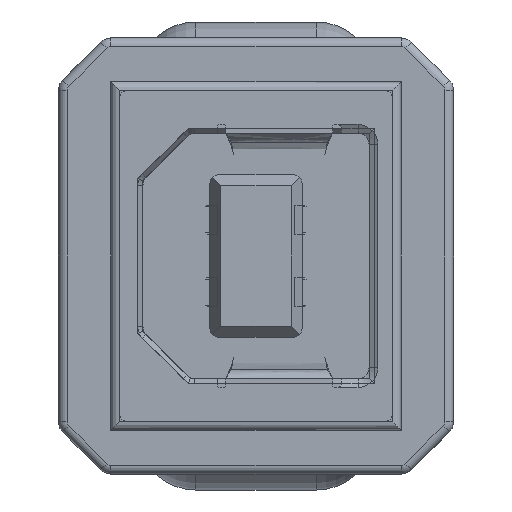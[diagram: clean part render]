
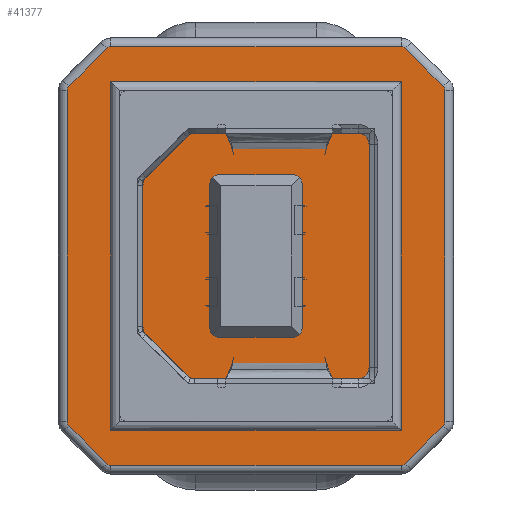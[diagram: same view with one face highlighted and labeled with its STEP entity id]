
A CAD part, left-side view. The second image highlights one B-rep face of the part: STEP entity #41377.
In plain terms, the highlighted face is planar.
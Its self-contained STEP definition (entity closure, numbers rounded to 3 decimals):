
#248 = VECTOR ( 'NONE', #4773, 1000. ) ;
#383 = DIRECTION ( 'NONE',  ( -1., 0., 0. ) ) ;
#713 = VERTEX_POINT ( 'NONE', #14043 ) ;
#896 = DIRECTION ( 'NONE',  ( 1., 0., 0. ) ) ;
#1070 = EDGE_CURVE ( 'NONE', #25539, #39561, #36831, .T. ) ;
#1118 = DIRECTION ( 'NONE',  ( 0., 0., -1. ) ) ;
#1323 = CARTESIAN_POINT ( 'NONE',  ( 13.334, 0.359, 0. ) ) ;
#1530 = DIRECTION ( 'NONE',  ( -1., 0., 0. ) ) ;
#2135 = EDGE_CURVE ( 'NONE', #6075, #17814, #2999, .T. ) ;
#2173 = CARTESIAN_POINT ( 'NONE',  ( 1.807, 0.5, 0. ) ) ;
#2999 = LINE ( 'NONE', #7008, #18317 ) ;
#3147 = EDGE_CURVE ( 'NONE', #39561, #7695, #38226, .T. ) ;
#3417 = AXIS2_PLACEMENT_3D ( 'NONE', #15383, #41901, #1530 ) ;
#4460 = ORIENTED_EDGE ( 'NONE', *, *, #34950, .T. ) ;
#4596 = AXIS2_PLACEMENT_3D ( 'NONE', #19493, #40106, #43336 ) ;
#4688 = PLANE ( 'NONE',  #8734 ) ;
#4773 = DIRECTION ( 'NONE',  ( 0., 1., 0. ) ) ;
#4920 = EDGE_CURVE ( 'NONE', #21731, #15439, #10147, .T. ) ;
#6049 = EDGE_CURVE ( 'NONE', #29954, #40213, #38602, .T. ) ;
#6075 = VERTEX_POINT ( 'NONE', #43422 ) ;
#6368 = AXIS2_PLACEMENT_3D ( 'NONE', #36327, #26341, #29880 ) ;
#6911 = DIRECTION ( 'NONE',  ( 0., -1., 0. ) ) ;
#7008 = CARTESIAN_POINT ( 'NONE',  ( 13.288, 13.288, 0. ) ) ;
#7631 = EDGE_CURVE ( 'NONE', #10073, #26657, #34222, .T. ) ;
#7695 = VERTEX_POINT ( 'NONE', #34838 ) ;
#7712 = CARTESIAN_POINT ( 'NONE',  ( 0.5, 1.807, 0. ) ) ;
#7851 = CIRCLE ( 'NONE', #15408, 0.2 ) ;
#8440 = CIRCLE ( 'NONE', #25196, 0.2 ) ;
#8734 = AXIS2_PLACEMENT_3D ( 'NONE', #28416, #1118, #28272 ) ;
#8811 = CARTESIAN_POINT ( 'NONE',  ( 0.3, 11.793, 0. ) ) ;
#9060 = VERTEX_POINT ( 'NONE', #30467 ) ;
#9198 = LINE ( 'NONE', #35089, #248 ) ;
#9207 = DIRECTION ( 'NONE',  ( 0., 0., -1. ) ) ;
#9605 = ORIENTED_EDGE ( 'NONE', *, *, #42109, .T. ) ;
#9781 = EDGE_CURVE ( 'NONE', #7695, #6075, #7851, .T. ) ;
#10073 = VERTEX_POINT ( 'NONE', #26390 ) ;
#10147 = LINE ( 'NONE', #18228, #41295 ) ;
#10247 = DIRECTION ( 'NONE',  ( 0.707, -0.707, 0. ) ) ;
#10249 = CARTESIAN_POINT ( 'NONE',  ( 1.807, 0.3, 0. ) ) ;
#11119 = DIRECTION ( 'NONE',  ( 0., 0., -1. ) ) ;
#11497 = ORIENTED_EDGE ( 'NONE', *, *, #40026, .T. ) ;
#11524 = ORIENTED_EDGE ( 'NONE', *, *, #6049, .T. ) ;
#12024 = CARTESIAN_POINT ( 'NONE',  ( 0.359, 11.934, 0. ) ) ;
#13212 = CARTESIAN_POINT ( 'NONE',  ( 13.193, 0.5, 0. ) ) ;
#13931 = EDGE_CURVE ( 'NONE', #25304, #29954, #17168, .T. ) ;
#14043 = CARTESIAN_POINT ( 'NONE',  ( 14.7, 11.793, 0. ) ) ;
#14997 = CARTESIAN_POINT ( 'NONE',  ( 14.7, 1.807, 0. ) ) ;
#15383 = CARTESIAN_POINT ( 'NONE',  ( 14.5, 1.807, 0. ) ) ;
#15408 = AXIS2_PLACEMENT_3D ( 'NONE', #38007, #28475, #41695 ) ;
#15439 = VERTEX_POINT ( 'NONE', #10249 ) ;
#15600 = EDGE_CURVE ( 'NONE', #9060, #10073, #21334, .T. ) ;
#15633 = VECTOR ( 'NONE', #16804, 1000. ) ;
#16804 = DIRECTION ( 'NONE',  ( 0.707, 0.707, 0. ) ) ;
#17168 = CIRCLE ( 'NONE', #3417, 0.2 ) ;
#17547 = AXIS2_PLACEMENT_3D ( 'NONE', #2173, #9207, #36027 ) ;
#17753 = EDGE_CURVE ( 'NONE', #713, #25304, #18139, .T. ) ;
#17814 = VERTEX_POINT ( 'NONE', #40404 ) ;
#17884 = AXIS2_PLACEMENT_3D ( 'NONE', #7712, #11119, #383 ) ;
#17915 = CIRCLE ( 'NONE', #39821, 0.2 ) ;
#18139 = LINE ( 'NONE', #34322, #34446 ) ;
#18228 = CARTESIAN_POINT ( 'NONE',  ( 1.807, 0.3, 0. ) ) ;
#18317 = VECTOR ( 'NONE', #10247, 1000. ) ;
#19210 = ORIENTED_EDGE ( 'NONE', *, *, #30813, .T. ) ;
#19493 = CARTESIAN_POINT ( 'NONE',  ( 14.5, 11.793, 0. ) ) ;
#20248 = CARTESIAN_POINT ( 'NONE',  ( 13.193, 13.3, 0. ) ) ;
#21006 = CARTESIAN_POINT ( 'NONE',  ( 14.641, 1.666, 0. ) ) ;
#21334 = LINE ( 'NONE', #24557, #31858 ) ;
#21725 = DIRECTION ( 'NONE',  ( -1., 0., 0. ) ) ;
#21731 = VERTEX_POINT ( 'NONE', #40960 ) ;
#22477 = ORIENTED_EDGE ( 'NONE', *, *, #9781, .T. ) ;
#23053 = ORIENTED_EDGE ( 'NONE', *, *, #7631, .T. ) ;
#23818 = VERTEX_POINT ( 'NONE', #8811 ) ;
#24557 = CARTESIAN_POINT ( 'NONE',  ( 1.012, 1.012, 0. ) ) ;
#25196 = AXIS2_PLACEMENT_3D ( 'NONE', #27780, #31139, #21725 ) ;
#25304 = VERTEX_POINT ( 'NONE', #14997 ) ;
#25378 = EDGE_CURVE ( 'NONE', #15439, #9060, #31927, .T. ) ;
#25481 = ORIENTED_EDGE ( 'NONE', *, *, #15600, .T. ) ;
#25539 = VERTEX_POINT ( 'NONE', #43258 ) ;
#26341 = DIRECTION ( 'NONE',  ( 0., 0., -1. ) ) ;
#26390 = CARTESIAN_POINT ( 'NONE',  ( 0.359, 1.666, 0. ) ) ;
#26657 = VERTEX_POINT ( 'NONE', #26985 ) ;
#26667 = DIRECTION ( 'NONE',  ( -0.707, -0.707, 0. ) ) ;
#26985 = CARTESIAN_POINT ( 'NONE',  ( 0.3, 1.807, 0. ) ) ;
#27128 = ORIENTED_EDGE ( 'NONE', *, *, #25378, .T. ) ;
#27354 = ORIENTED_EDGE ( 'NONE', *, *, #1070, .T. ) ;
#27394 = EDGE_LOOP ( 'NONE', ( #36914, #9605, #37819, #30837, #11524, #4460, #41984, #27128, #25481, #23053, #19210, #32682, #11497, #27354, #36104, #22477 ) ) ;
#27543 = DIRECTION ( 'NONE',  ( -0.707, 0.707, 0. ) ) ;
#27780 = CARTESIAN_POINT ( 'NONE',  ( 0.5, 11.793, 0. ) ) ;
#28266 = VECTOR ( 'NONE', #896, 1000. ) ;
#28272 = DIRECTION ( 'NONE',  ( -1., 0., 0. ) ) ;
#28416 = CARTESIAN_POINT ( 'NONE',  ( 0., 0., 0. ) ) ;
#28475 = DIRECTION ( 'NONE',  ( 0., 0., -1. ) ) ;
#28656 = VERTEX_POINT ( 'NONE', #12024 ) ;
#29880 = DIRECTION ( 'NONE',  ( -1., 0., 0. ) ) ;
#29954 = VERTEX_POINT ( 'NONE', #21006 ) ;
#30467 = CARTESIAN_POINT ( 'NONE',  ( 1.666, 0.359, 0. ) ) ;
#30813 = EDGE_CURVE ( 'NONE', #26657, #23818, #9198, .T. ) ;
#30837 = ORIENTED_EDGE ( 'NONE', *, *, #13931, .T. ) ;
#30950 = LINE ( 'NONE', #37281, #15633 ) ;
#31139 = DIRECTION ( 'NONE',  ( 0., 0., -1. ) ) ;
#31858 = VECTOR ( 'NONE', #27543, 1000. ) ;
#31927 = CIRCLE ( 'NONE', #17547, 0.2 ) ;
#32682 = ORIENTED_EDGE ( 'NONE', *, *, #34301, .T. ) ;
#34222 = CIRCLE ( 'NONE', #17884, 0.2 ) ;
#34301 = EDGE_CURVE ( 'NONE', #23818, #28656, #8440, .T. ) ;
#34322 = CARTESIAN_POINT ( 'NONE',  ( 14.7, 1.807, 0. ) ) ;
#34446 = VECTOR ( 'NONE', #6911, 1000. ) ;
#34480 = CIRCLE ( 'NONE', #4596, 0.2 ) ;
#34838 = CARTESIAN_POINT ( 'NONE',  ( 13.193, 13.3, 0. ) ) ;
#34950 = EDGE_CURVE ( 'NONE', #40213, #21731, #17915, .T. ) ;
#35089 = CARTESIAN_POINT ( 'NONE',  ( 0.3, 11.793, 0. ) ) ;
#36027 = DIRECTION ( 'NONE',  ( -1., 0., 0. ) ) ;
#36104 = ORIENTED_EDGE ( 'NONE', *, *, #3147, .T. ) ;
#36208 = CARTESIAN_POINT ( 'NONE',  ( 6.488, -6.488, 0. ) ) ;
#36327 = CARTESIAN_POINT ( 'NONE',  ( 1.807, 13.1, 0. ) ) ;
#36535 = CARTESIAN_POINT ( 'NONE',  ( 1.807, 13.3, 0. ) ) ;
#36804 = DIRECTION ( 'NONE',  ( 0., 0., -1. ) ) ;
#36831 = CIRCLE ( 'NONE', #6368, 0.2 ) ;
#36914 = ORIENTED_EDGE ( 'NONE', *, *, #2135, .T. ) ;
#37281 = CARTESIAN_POINT ( 'NONE',  ( -5.788, 5.788, 0. ) ) ;
#37518 = VECTOR ( 'NONE', #26667, 1000. ) ;
#37664 = FACE_OUTER_BOUND ( 'NONE', #27394, .T. ) ;
#37819 = ORIENTED_EDGE ( 'NONE', *, *, #17753, .T. ) ;
#38007 = CARTESIAN_POINT ( 'NONE',  ( 13.193, 13.1, 0. ) ) ;
#38226 = LINE ( 'NONE', #20248, #28266 ) ;
#38602 = LINE ( 'NONE', #36208, #37518 ) ;
#39561 = VERTEX_POINT ( 'NONE', #36535 ) ;
#39821 = AXIS2_PLACEMENT_3D ( 'NONE', #13212, #36804, #40203 ) ;
#40026 = EDGE_CURVE ( 'NONE', #28656, #25539, #30950, .T. ) ;
#40106 = DIRECTION ( 'NONE',  ( 0., 0., -1. ) ) ;
#40203 = DIRECTION ( 'NONE',  ( -1., 0., 0. ) ) ;
#40213 = VERTEX_POINT ( 'NONE', #1323 ) ;
#40404 = CARTESIAN_POINT ( 'NONE',  ( 14.641, 11.934, 0. ) ) ;
#40960 = CARTESIAN_POINT ( 'NONE',  ( 13.193, 0.3, 0. ) ) ;
#41193 = DIRECTION ( 'NONE',  ( -1., 0., 0. ) ) ;
#41295 = VECTOR ( 'NONE', #41193, 1000. ) ;
#41377 = ADVANCED_FACE ( 'NONE', ( #37664 ), #4688, .T. ) ;
#41695 = DIRECTION ( 'NONE',  ( -1., 0., 0. ) ) ;
#41901 = DIRECTION ( 'NONE',  ( 0., 0., -1. ) ) ;
#41984 = ORIENTED_EDGE ( 'NONE', *, *, #4920, .T. ) ;
#42109 = EDGE_CURVE ( 'NONE', #17814, #713, #34480, .T. ) ;
#43258 = CARTESIAN_POINT ( 'NONE',  ( 1.666, 13.241, 0. ) ) ;
#43336 = DIRECTION ( 'NONE',  ( -1., 0., 0. ) ) ;
#43422 = CARTESIAN_POINT ( 'NONE',  ( 13.334, 13.241, 0. ) ) ;
